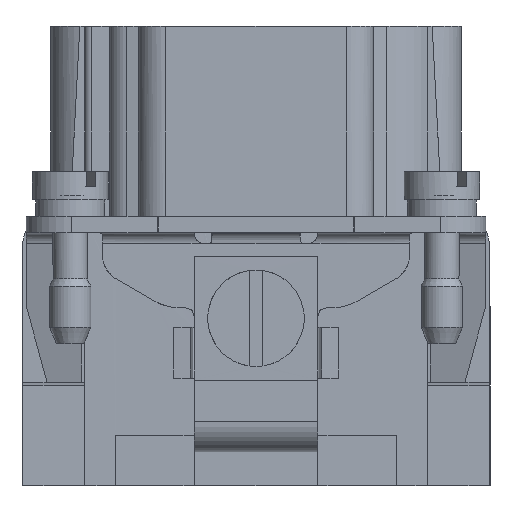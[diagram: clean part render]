
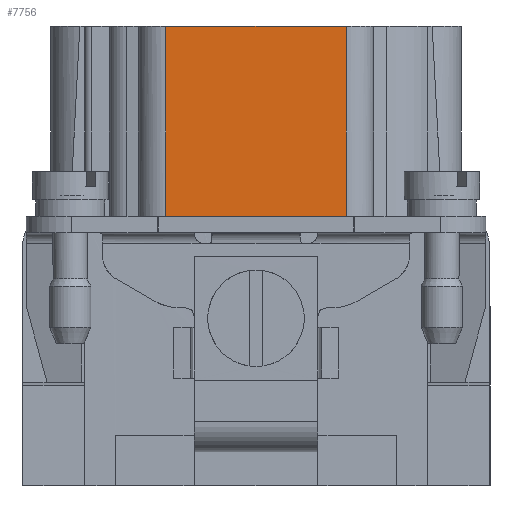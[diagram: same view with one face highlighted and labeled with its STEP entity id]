
A CAD part, left-side view. The second image highlights one B-rep face of the part: STEP entity #7756.
In plain terms, the highlighted planar face has unit normal (-1, 0, 0).
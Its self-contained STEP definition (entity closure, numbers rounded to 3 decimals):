
#7756=ADVANCED_FACE('',(#9521),#8826,.F.);
#8826=PLANE('',#31330);
#9521=FACE_OUTER_BOUND('',#10596,.T.);
#10596=EDGE_LOOP('',(#13015,#13016,#13017,#13018));
#13015=ORIENTED_EDGE('',*,*,#19409,.T.);
#13016=ORIENTED_EDGE('',*,*,#20292,.F.);
#13017=ORIENTED_EDGE('',*,*,#20173,.F.);
#13018=ORIENTED_EDGE('',*,*,#20291,.T.);
#17453=VERTEX_POINT('',#38545);
#17461=VERTEX_POINT('',#38561);
#18133=VERTEX_POINT('',#40583);
#18134=VERTEX_POINT('',#40585);
#19409=EDGE_CURVE('',#17453,#17461,#24786,.T.);
#20173=EDGE_CURVE('',#18133,#18134,#25305,.T.);
#20291=EDGE_CURVE('',#18133,#17453,#25405,.T.);
#20292=EDGE_CURVE('',#18134,#17461,#25406,.T.);
#24786=LINE('',#38562,#26908);
#25305=LINE('',#40584,#27427);
#25405=LINE('',#40820,#27527);
#25406=LINE('',#40822,#27528);
#26908=VECTOR('',#32750,1.);
#27427=VECTOR('',#33603,1.);
#27527=VECTOR('',#33811,1.);
#27528=VECTOR('',#33814,1.);
#31330=AXIS2_PLACEMENT_3D('',#40823,#33815,#33816);
#32750=DIRECTION('',(0.,-1.,0.));
#33603=DIRECTION('',(0.,-1.,0.));
#33811=DIRECTION('',(0.,0.,-1.));
#33814=DIRECTION('',(0.,0.,-1.));
#33815=DIRECTION('',(1.,0.,0.));
#33816=DIRECTION('',(0.,0.,-1.));
#38545=CARTESIAN_POINT('',(-31.925,6.55,1.2));
#38561=CARTESIAN_POINT('',(-31.925,-6.55,1.2));
#38562=CARTESIAN_POINT('',(-31.925,6.55,1.2));
#40583=CARTESIAN_POINT('',(-31.925,6.55,15.));
#40584=CARTESIAN_POINT('',(-31.925,6.55,15.));
#40585=CARTESIAN_POINT('',(-31.925,-6.55,15.));
#40820=CARTESIAN_POINT('',(-31.925,6.55,15.));
#40822=CARTESIAN_POINT('',(-31.925,-6.55,15.));
#40823=CARTESIAN_POINT('',(-31.925,6.55,15.));
